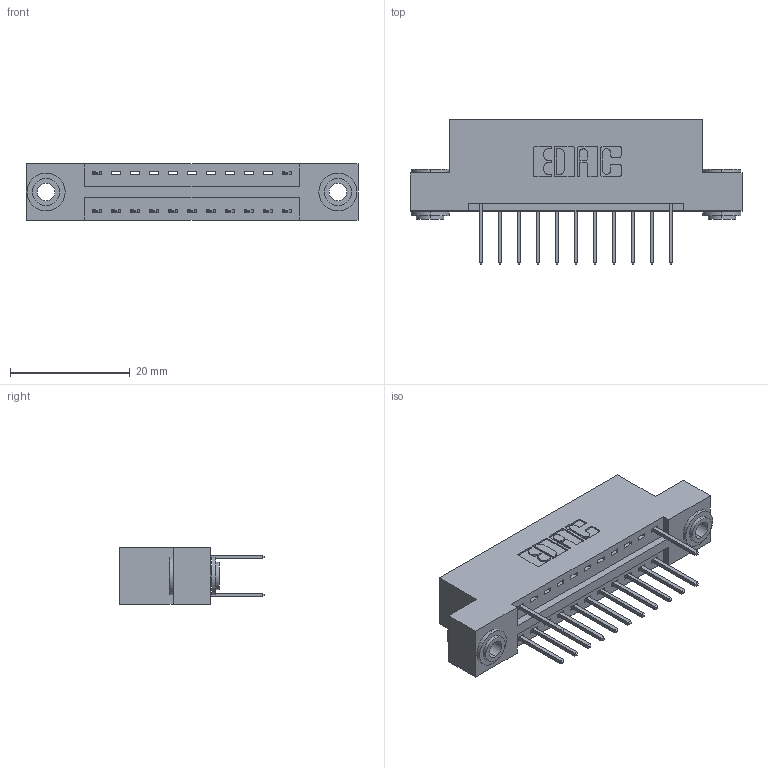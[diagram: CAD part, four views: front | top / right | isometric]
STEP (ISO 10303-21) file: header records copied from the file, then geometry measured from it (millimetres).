
FILE_DESCRIPTION (( 'STEP AP203' ), '1' );
FILE_NAME ('346-022-526-203.STEP', '2018-08-21T00:17:24', ( '' ), ( '' ), 'SwSTEP 2.0', 'SolidWorks 2016', '' );
FILE_SCHEMA (( 'CONFIG_CONTROL_DESIGN' ));
Length unit declared in the file: inch
Products named in the file (4): 346 Part_Flush Mounting Lugs - 0.156 Dia-TH; 345-292-001_345-293-126; 345-250-002_345-250-002-102; 346-022-526-203
Assembly tree (16 placements, depth 2):
  346-022-526-203
    346 Part_Flush Mounting Lugs - 0.156 Dia-TH
    345-292-001_345-293-126  x13
    345-250-002_345-250-002-102  x2
Bounding box: 55.5 x 24.13 x 9.4 mm (x, y, z)
Volume: 5130.8 mm3; surface area: 6407.9 mm2
Topology: 16 solids, 16 shells, 890 faces, 2609 edges, 1718 vertices
Faces by surface type: plane 586, cylinder 296, cone 8
Entity records: 11732 total; most frequent: CARTESIAN_POINT 1990, ORIENTED_EDGE 1926, DIRECTION 1827, EDGE_CURVE 963, VECTOR 763, LINE 763, VERTEX_POINT 638, AXIS2_PLACEMENT_3D 532
